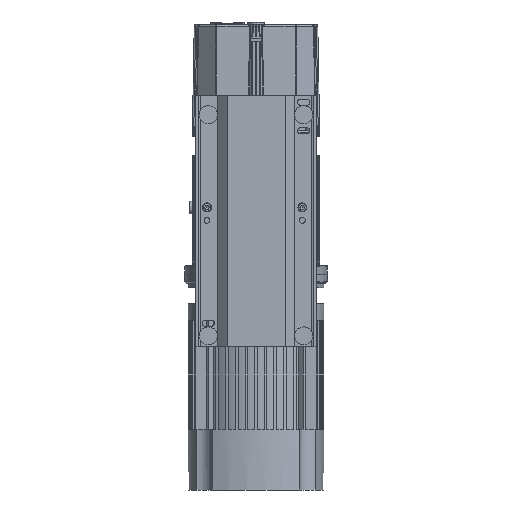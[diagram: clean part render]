
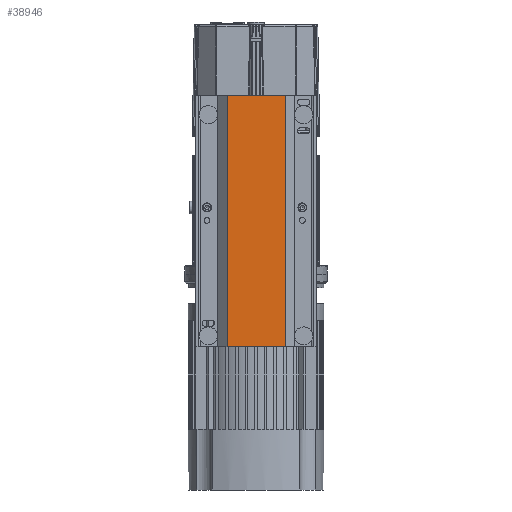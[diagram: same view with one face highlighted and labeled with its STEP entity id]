
A CAD part, front view. The second image highlights one B-rep face of the part: STEP entity #38946.
In plain terms, the highlighted planar face has unit normal (0, -1, 0).
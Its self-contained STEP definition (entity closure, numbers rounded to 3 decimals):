
#1078=LINE('',#59678,#3723);
#1096=LINE('',#59717,#3741);
#1097=LINE('',#59720,#3742);
#1098=LINE('',#59721,#3743);
#3723=VECTOR('',#45857,65.071);
#3741=VECTOR('',#45885,282.);
#3742=VECTOR('',#45888,65.071);
#3743=VECTOR('',#45889,282.);
#6265=PLANE('',#41451);
#8215=FACE_OUTER_BOUND('',#10690,.T.);
#10690=EDGE_LOOP('',(#25316,#25317,#25318,#25319));
#15829=VERTEX_POINT('',#59675);
#15830=VERTEX_POINT('',#59677);
#15845=VERTEX_POINT('',#59713);
#15847=VERTEX_POINT('',#59719);
#19357=EDGE_CURVE('',#15829,#15830,#1078,.T.);
#19377=EDGE_CURVE('',#15830,#15845,#1096,.T.);
#19378=EDGE_CURVE('',#15847,#15845,#1097,.T.);
#19379=EDGE_CURVE('',#15829,#15847,#1098,.T.);
#25316=ORIENTED_EDGE('',*,*,#19378,.T.);
#25317=ORIENTED_EDGE('',*,*,#19377,.F.);
#25318=ORIENTED_EDGE('',*,*,#19357,.F.);
#25319=ORIENTED_EDGE('',*,*,#19379,.T.);
#38946=ADVANCED_FACE('',(#8215),#6265,.T.);
#41451=AXIS2_PLACEMENT_3D('',#59718,#45886,#45887);
#45857=DIRECTION('',(-1.,0.,0.));
#45885=DIRECTION('',(0.,0.,1.));
#45886=DIRECTION('center_axis',(0.,-1.,0.));
#45887=DIRECTION('ref_axis',(1.,0.,0.));
#45888=DIRECTION('',(-1.,0.,0.));
#45889=DIRECTION('',(0.,0.,1.));
#59675=CARTESIAN_POINT('',(32.536,-87.,-218.5));
#59677=CARTESIAN_POINT('',(-32.536,-87.,-218.5));
#59678=CARTESIAN_POINT('',(32.536,-87.,-218.5));
#59713=CARTESIAN_POINT('',(-32.536,-87.,63.5));
#59717=CARTESIAN_POINT('',(-32.536,-87.,-218.5));
#59718=CARTESIAN_POINT('Origin',(32.536,-87.,-218.5));
#59719=CARTESIAN_POINT('',(32.536,-87.,63.5));
#59720=CARTESIAN_POINT('',(32.536,-87.,63.5));
#59721=CARTESIAN_POINT('',(32.536,-87.,-218.5));
